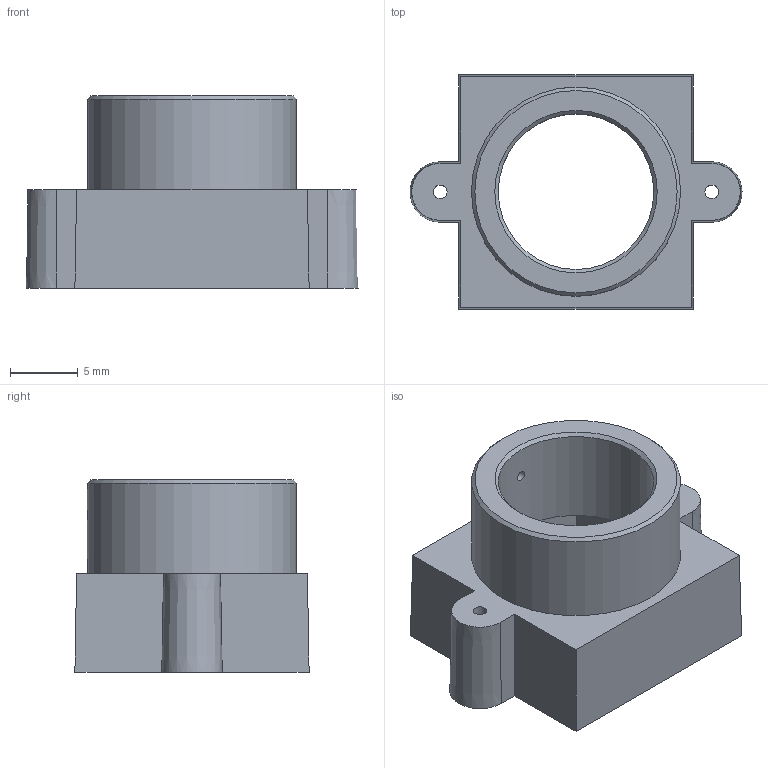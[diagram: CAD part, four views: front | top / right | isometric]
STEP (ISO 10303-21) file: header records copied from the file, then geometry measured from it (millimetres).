
FILE_DESCRIPTION( ( 'Unknown' ), '1' );
FILE_NAME( 'PT-LH009P.stp', 'Unknown', ( '' ), ( '' ), 'PSStep 13.0', 'Unknown', ' ' );
FILE_SCHEMA( ( 'AUTOMOTIVE_DESIGN { 1 0 10303 214 1 1 1 1 }' ) );
Length unit declared in the file: millimetre
Products named in the file (1): 1
Bounding box: 24.45 x 17.25 x 14.15 mm (x, y, z)
Volume: 1304.8 mm3; surface area: 2048.8 mm2
Topology: 1 solids, 1 shells, 27 faces, 71 edges, 48 vertices
Faces by surface type: plane 18, cylinder 5, cone 4
Full cylindrical faces by diameter (mm): 0.75 x1, 1 x2, 11.459 x1, 15.4 x1
Entity records: 1042 total; most frequent: CARTESIAN_POINT 166, DIRECTION 128, ORIENTED_EDGE 120, EDGE_CURVE 60, EDGE_LOOP 44, VERTEX_POINT 44, LINE 44, VECTOR 44
